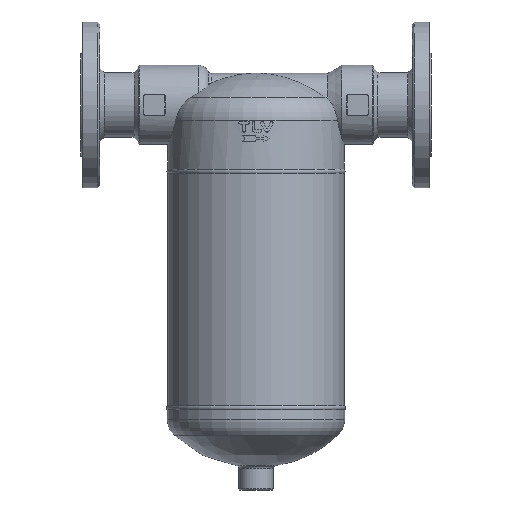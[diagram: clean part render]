
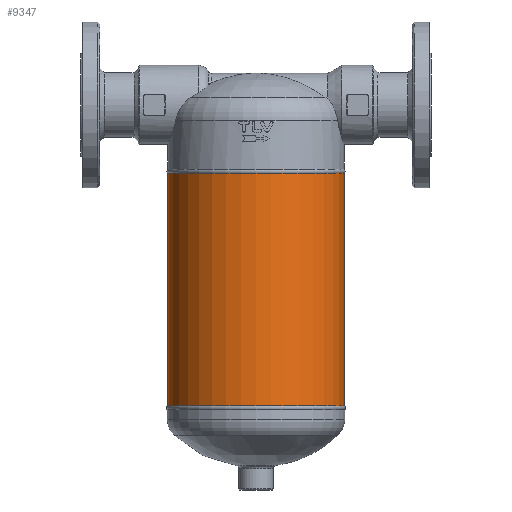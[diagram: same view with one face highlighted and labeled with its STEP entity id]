
A CAD part, front view. The second image highlights one B-rep face of the part: STEP entity #9347.
In plain terms, the highlighted cylindrical face has radius 82.6 mm (diameter 165.2 mm), a full revolution.
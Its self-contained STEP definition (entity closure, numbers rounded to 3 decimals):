
#9028=CARTESIAN_POINT('',(-82.6,0.,-219.066));
#9029=VERTEX_POINT('',#9028);
#9030=CARTESIAN_POINT('',(0.,0.0,-219.066));
#9031=DIRECTION('',(0.0,0.0,-1.0));
#9032=DIRECTION('',(1.0,0.0,0.0));
#9033=AXIS2_PLACEMENT_3D('',#9030,#9031,#9032);
#9034=CIRCLE('',#9033,82.6);
#9035=EDGE_CURVE('',#9029,#9029,#9034,.T.);
#9045=CARTESIAN_POINT('',(-82.6,0.,-1.934));
#9046=VERTEX_POINT('',#9045);
#9047=CARTESIAN_POINT('',(0.,0.0,-1.934));
#9048=DIRECTION('',(0.0,0.0,1.0));
#9049=DIRECTION('',(1.0,0.0,0.0));
#9050=AXIS2_PLACEMENT_3D('',#9047,#9048,#9049);
#9051=CIRCLE('',#9050,82.6);
#9052=EDGE_CURVE('',#9046,#9046,#9051,.T.);
#9336=CARTESIAN_POINT('',(0.,0.0,0.));
#9337=DIRECTION('',(0.,0.0,-1.0));
#9338=DIRECTION('',(1.0,0.0,0.0));
#9339=AXIS2_PLACEMENT_3D('',#9336,#9337,#9338);
#9340=CYLINDRICAL_SURFACE('',#9339,82.6);
#9341=ORIENTED_EDGE('',*,*,#9052,.F.);
#9342=EDGE_LOOP('',(#9341));
#9343=FACE_OUTER_BOUND('',#9342,.T.);
#9344=ORIENTED_EDGE('',*,*,#9035,.F.);
#9345=EDGE_LOOP('',(#9344));
#9346=FACE_BOUND('',#9345,.T.);
#9347=ADVANCED_FACE('',(#9343,#9346),#9340,.T.);
